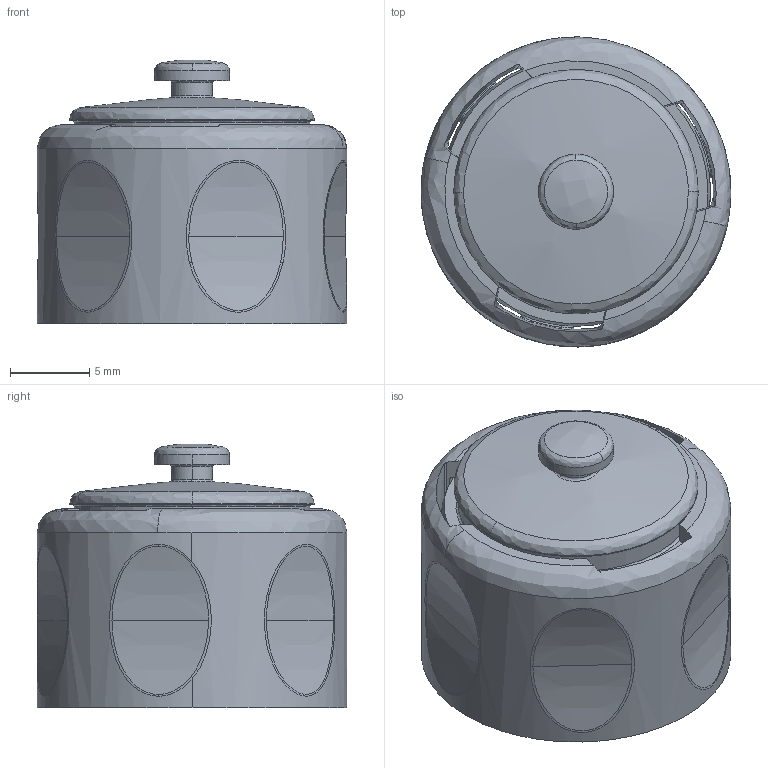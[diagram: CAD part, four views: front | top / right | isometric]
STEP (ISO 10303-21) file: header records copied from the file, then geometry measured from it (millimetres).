
FILE_DESCRIPTION (( 'STEP AP214' ), '1' );
FILE_NAME ('pxp4083.STEP', '2022-04-01T14:45:12', ( '' ), ( '' ), 'SwSTEP 2.0', 'SolidWorks 2022', '' );
FILE_SCHEMA (( 'AUTOMOTIVE_DESIGN' ));
Length unit declared in the file: millimetre
Products named in the file (1): pxp4083
Bounding box: 19.6 x 19.6 x 16.7 mm (x, y, z)
Volume: 1765.8 mm3; surface area: 3030.2 mm2
Topology: 1 solids, 1 shells, 303 faces, 803 edges, 491 vertices
Faces by surface type: bspline 156, cylinder 76, plane 47, cone 24
Entity records: 20932 total; most frequent: CARTESIAN_POINT 11904, ORIENTED_EDGE 1574, EDGE_CURVE 787, DIRECTION 684, VERTEX_POINT 491, B_SPLINE_CURVE_WITH_KNOTS 395, EDGE_LOOP 314, UNCERTAINTY_MEASURE_WITH_UNIT 306
